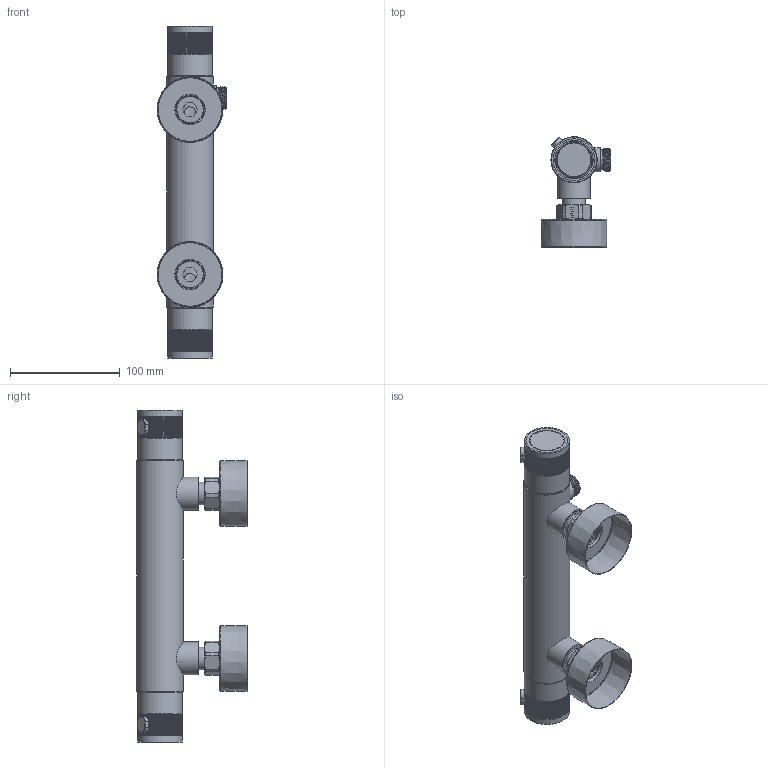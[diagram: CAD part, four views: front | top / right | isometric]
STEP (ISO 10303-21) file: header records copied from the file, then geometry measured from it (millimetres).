
FILE_DESCRIPTION (( 'STEP AP203' ), '1' );
FILE_NAME ('84DP04627.STEP', '2025-01-31T10:52:56', ( '' ), ( '' ), 'SwSTEP 2.0', 'SolidWorks 2021', '' );
FILE_SCHEMA (( 'CONFIG_CONTROL_DESIGN' ));
Length unit declared in the file: millimetre
Products named in the file (1): 84DP04627
Bounding box: 63.43 x 100.24 x 302 mm (x, y, z)
Volume: 119137.4 mm3; surface area: 147486.4 mm2
Topology: 23 solids, 23 shells, 7861 faces, 18909 edges, 12320 vertices
Faces by surface type: plane 2952, cone 2710, cylinder 1572, bspline 351, torus 272, sphere 4
Full cylindrical faces by diameter (mm): 3 x8, 4.5 x8, 4.8 x2, 5.8 x3, 6 x1, 9 x1, 10 x2, 10.5 x2, 12.9 x2, 15 x5, 16.2 x2, 18 x2, 18.2 x2, 18.5 x1, 20 x2, 20.5 x2, 20.8 x2, 21 x2, 22 x1, 24 x2, 24.5 x10, 25.6 x2, 26.6 x2, 27 x4, 30 x2, 32 x2, 34.4 x2, 34.9 x1, 35.5 x2, 35.9 x1
Entity records: 248869 total; most frequent: CARTESIAN_POINT 75113, ORIENTED_EDGE 37190, DIRECTION 33240, EDGE_CURVE 18595, AXIS2_PLACEMENT_3D 13699, VERTEX_POINT 12201, EDGE_LOOP 9336, FACE_OUTER_BOUND 7964
